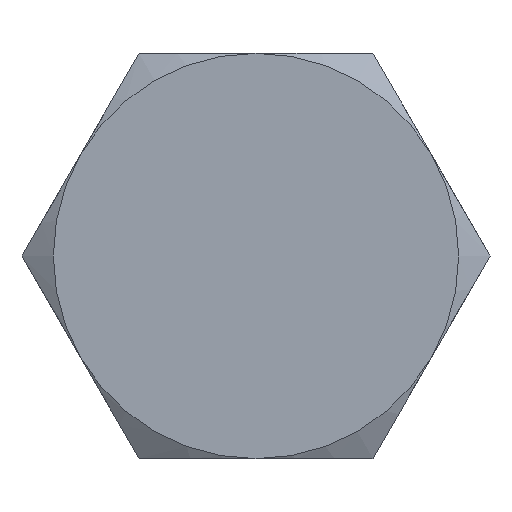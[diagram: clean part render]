
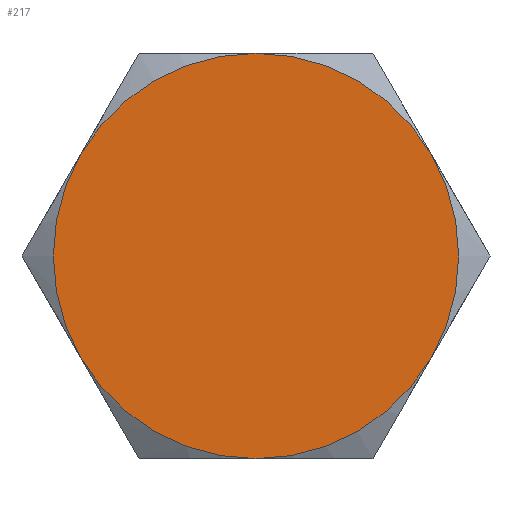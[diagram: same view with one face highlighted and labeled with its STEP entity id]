
A CAD part, left-side view. The second image highlights one B-rep face of the part: STEP entity #217.
In plain terms, the highlighted planar face has unit normal (-1, 0, 0).
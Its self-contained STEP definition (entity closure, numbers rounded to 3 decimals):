
#5 = ORIENTED_EDGE ( 'NONE', *, *, #582, .T. ) ;
#10 = ORIENTED_EDGE ( 'NONE', *, *, #800, .F. ) ;
#15 = AXIS2_PLACEMENT_3D ( 'NONE', #751, #386, #442 ) ;
#45 = EDGE_CURVE ( 'NONE', #117, #504, #432, .T. ) ;
#69 = CARTESIAN_POINT ( 'NONE',  ( 0., 7.361, 4.25 ) ) ;
#102 = VERTEX_POINT ( 'NONE', #412 ) ;
#117 = VERTEX_POINT ( 'NONE', #717 ) ;
#124 = EDGE_CURVE ( 'NONE', #102, #117, #615, .T. ) ;
#130 = CARTESIAN_POINT ( 'NONE',  ( 0., -7.361, -4.25 ) ) ;
#131 = CIRCLE ( 'NONE', #544, 8.5 ) ;
#136 = DIRECTION ( 'NONE',  ( 0., 0., 1. ) ) ;
#147 = DIRECTION ( 'NONE',  ( 1., 0., 0. ) ) ;
#148 = CARTESIAN_POINT ( 'NONE',  ( 0., 0., 0. ) ) ;
#188 = AXIS2_PLACEMENT_3D ( 'NONE', #628, #439, #136 ) ;
#189 = DIRECTION ( 'NONE',  ( 1., 0., 0. ) ) ;
#203 = EDGE_LOOP ( 'NONE', ( #468, #423, #10, #575, #5, #378 ) ) ;
#217 = ADVANCED_FACE ( 'NONE', ( #650 ), #626, .F. ) ;
#221 = DIRECTION ( 'NONE',  ( 0., 0., -1. ) ) ;
#227 = EDGE_CURVE ( 'NONE', #369, #456, #627, .T. ) ;
#240 = AXIS2_PLACEMENT_3D ( 'NONE', #529, #284, #783 ) ;
#284 = DIRECTION ( 'NONE',  ( 1., 0., 0. ) ) ;
#323 = DIRECTION ( 'NONE',  ( 0., 0., -1. ) ) ;
#362 = AXIS2_PLACEMENT_3D ( 'NONE', #148, #147, #567 ) ;
#369 = VERTEX_POINT ( 'NONE', #683 ) ;
#378 = ORIENTED_EDGE ( 'NONE', *, *, #45, .F. ) ;
#386 = DIRECTION ( 'NONE',  ( 1., 0., 0. ) ) ;
#412 = CARTESIAN_POINT ( 'NONE',  ( 0., 0., -8.5 ) ) ;
#423 = ORIENTED_EDGE ( 'NONE', *, *, #634, .F. ) ;
#431 = CARTESIAN_POINT ( 'NONE',  ( 0., 0., 0. ) ) ;
#432 = CIRCLE ( 'NONE', #240, 8.5 ) ;
#439 = DIRECTION ( 'NONE',  ( -1., 0., 0. ) ) ;
#441 = VERTEX_POINT ( 'NONE', #130 ) ;
#442 = DIRECTION ( 'NONE',  ( 0., 0., -1. ) ) ;
#456 = VERTEX_POINT ( 'NONE', #502 ) ;
#468 = ORIENTED_EDGE ( 'NONE', *, *, #124, .F. ) ;
#502 = CARTESIAN_POINT ( 'NONE',  ( 0., -7.361, 4.25 ) ) ;
#504 = VERTEX_POINT ( 'NONE', #69 ) ;
#513 = DIRECTION ( 'NONE',  ( 1., 0., 0. ) ) ;
#529 = CARTESIAN_POINT ( 'NONE',  ( 0., 0., 0. ) ) ;
#544 = AXIS2_PLACEMENT_3D ( 'NONE', #704, #682, #221 ) ;
#567 = DIRECTION ( 'NONE',  ( 0., 0., -1. ) ) ;
#568 = AXIS2_PLACEMENT_3D ( 'NONE', #693, #513, #323 ) ;
#571 = CIRCLE ( 'NONE', #15, 8.5 ) ;
#575 = ORIENTED_EDGE ( 'NONE', *, *, #227, .F. ) ;
#582 = EDGE_CURVE ( 'NONE', #369, #504, #756, .T. ) ;
#615 = CIRCLE ( 'NONE', #743, 8.5 ) ;
#626 = PLANE ( 'NONE',  #568 ) ;
#627 = CIRCLE ( 'NONE', #362, 8.5 ) ;
#628 = CARTESIAN_POINT ( 'NONE',  ( 0., 0., 0. ) ) ;
#634 = EDGE_CURVE ( 'NONE', #441, #102, #571, .T. ) ;
#650 = FACE_OUTER_BOUND ( 'NONE', #203, .T. ) ;
#675 = DIRECTION ( 'NONE',  ( 0., 0., -1. ) ) ;
#682 = DIRECTION ( 'NONE',  ( 1., 0., 0. ) ) ;
#683 = CARTESIAN_POINT ( 'NONE',  ( 0., 0., 8.5 ) ) ;
#693 = CARTESIAN_POINT ( 'NONE',  ( 0., 9.815, 0. ) ) ;
#704 = CARTESIAN_POINT ( 'NONE',  ( 0., 0., 0. ) ) ;
#717 = CARTESIAN_POINT ( 'NONE',  ( 0., 7.361, -4.25 ) ) ;
#743 = AXIS2_PLACEMENT_3D ( 'NONE', #431, #189, #675 ) ;
#751 = CARTESIAN_POINT ( 'NONE',  ( 0., 0., 0. ) ) ;
#756 = CIRCLE ( 'NONE', #188, 8.5 ) ;
#783 = DIRECTION ( 'NONE',  ( 0., 0., -1. ) ) ;
#800 = EDGE_CURVE ( 'NONE', #456, #441, #131, .T. ) ;
